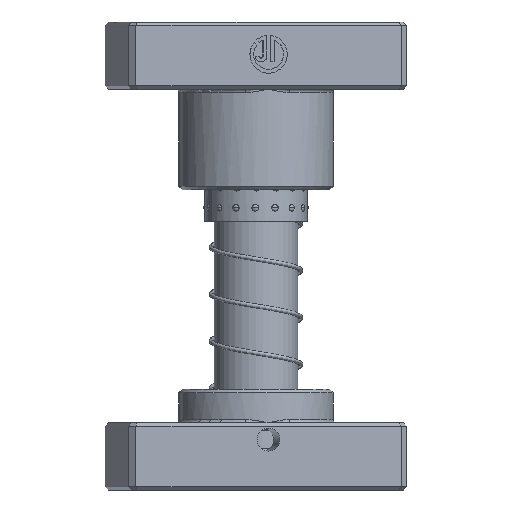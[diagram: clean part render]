
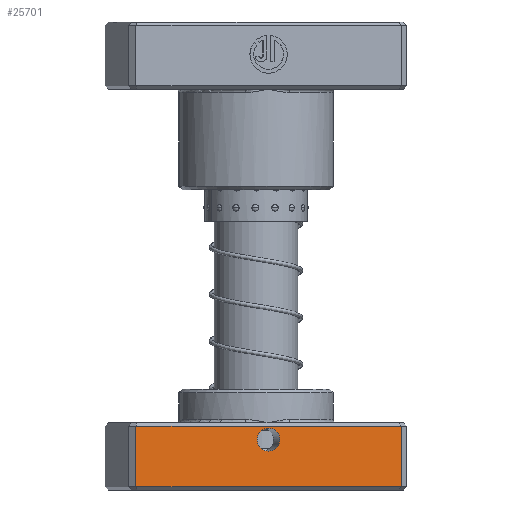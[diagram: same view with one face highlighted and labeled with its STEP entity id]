
A CAD part, front view. The second image highlights one B-rep face of the part: STEP entity #25701.
In plain terms, the highlighted face is planar.
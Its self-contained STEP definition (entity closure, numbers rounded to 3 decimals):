
#626 = LINE ( 'NONE', #11555, #23374 ) ;
#1452 = FACE_OUTER_BOUND ( 'NONE', #17745, .T. ) ;
#2764 = CARTESIAN_POINT ( 'NONE',  ( 0., -24., 11.6 ) ) ;
#6421 = VECTOR ( 'NONE', #22519, 1000. ) ;
#6442 = EDGE_CURVE ( 'NONE', #14307, #23079, #626, .T. ) ;
#8644 = VERTEX_POINT ( 'NONE', #28090 ) ;
#9079 = LINE ( 'NONE', #18594, #32733 ) ;
#9195 = ORIENTED_EDGE ( 'NONE', *, *, #26843, .F. ) ;
#10562 = VERTEX_POINT ( 'NONE', #17456 ) ;
#10677 = CARTESIAN_POINT ( 'NONE',  ( 40., -24., 19. ) ) ;
#11244 = ORIENTED_EDGE ( 'NONE', *, *, #38073, .T. ) ;
#11286 = EDGE_CURVE ( 'NONE', #8644, #25774, #13388, .T. ) ;
#11555 = CARTESIAN_POINT ( 'NONE',  ( -40., -24., 19. ) ) ;
#11721 = DIRECTION ( 'NONE',  ( 0., -1., 0. ) ) ;
#12943 = CARTESIAN_POINT ( 'NONE',  ( -40., -24., 1. ) ) ;
#13388 = LINE ( 'NONE', #12943, #37026 ) ;
#13670 = LINE ( 'NONE', #25599, #6421 ) ;
#13710 = ORIENTED_EDGE ( 'NONE', *, *, #6442, .T. ) ;
#13900 = AXIS2_PLACEMENT_3D ( 'NONE', #30205, #11721, #33305 ) ;
#14012 = PLANE ( 'NONE',  #23661 ) ;
#14307 = VERTEX_POINT ( 'NONE', #10677 ) ;
#16502 = EDGE_CURVE ( 'NONE', #10562, #34347, #30256, .T. ) ;
#16671 = CARTESIAN_POINT ( 'NONE',  ( 0., -24., 15. ) ) ;
#16733 = ORIENTED_EDGE ( 'NONE', *, *, #11286, .T. ) ;
#17091 = CARTESIAN_POINT ( 'NONE',  ( -40., -24., 20. ) ) ;
#17456 = CARTESIAN_POINT ( 'NONE',  ( 0., -24., 18.4 ) ) ;
#17745 = EDGE_LOOP ( 'NONE', ( #11244, #16733, #9195, #13710 ) ) ;
#18338 = ORIENTED_EDGE ( 'NONE', *, *, #16502, .F. ) ;
#18594 = CARTESIAN_POINT ( 'NONE',  ( 40., -24., 20. ) ) ;
#18801 = EDGE_CURVE ( 'NONE', #34347, #10562, #21286, .T. ) ;
#19765 = DIRECTION ( 'NONE',  ( 0., 0., -1. ) ) ;
#20189 = DIRECTION ( 'NONE',  ( 0., 0., 1. ) ) ;
#21286 = CIRCLE ( 'NONE', #13900, 3.4 ) ;
#22519 = DIRECTION ( 'NONE',  ( 0., 0., -1. ) ) ;
#23079 = VERTEX_POINT ( 'NONE', #25453 ) ;
#23374 = VECTOR ( 'NONE', #39589, 1000. ) ;
#23661 = AXIS2_PLACEMENT_3D ( 'NONE', #17091, #38657, #20189 ) ;
#25377 = ORIENTED_EDGE ( 'NONE', *, *, #18801, .F. ) ;
#25453 = CARTESIAN_POINT ( 'NONE',  ( -40., -24., 19. ) ) ;
#25588 = EDGE_LOOP ( 'NONE', ( #25377, #18338 ) ) ;
#25599 = CARTESIAN_POINT ( 'NONE',  ( -40., -24., 20. ) ) ;
#25701 = ADVANCED_FACE ( 'NONE', ( #33356, #1452 ), #14012, .F. ) ;
#25774 = VERTEX_POINT ( 'NONE', #35587 ) ;
#26843 = EDGE_CURVE ( 'NONE', #14307, #25774, #9079, .T. ) ;
#28090 = CARTESIAN_POINT ( 'NONE',  ( -40., -24., 1. ) ) ;
#30205 = CARTESIAN_POINT ( 'NONE',  ( 0., -24., 15. ) ) ;
#30256 = CIRCLE ( 'NONE', #33924, 3.4 ) ;
#32733 = VECTOR ( 'NONE', #34104, 1000. ) ;
#33305 = DIRECTION ( 'NONE',  ( 0., 0., -1. ) ) ;
#33356 = FACE_BOUND ( 'NONE', #25588, .T. ) ;
#33924 = AXIS2_PLACEMENT_3D ( 'NONE', #16671, #38230, #19765 ) ;
#34104 = DIRECTION ( 'NONE',  ( 0., 0., -1. ) ) ;
#34347 = VERTEX_POINT ( 'NONE', #2764 ) ;
#34544 = DIRECTION ( 'NONE',  ( 1., 0., 0. ) ) ;
#35587 = CARTESIAN_POINT ( 'NONE',  ( 40., -24., 1. ) ) ;
#37026 = VECTOR ( 'NONE', #34544, 1000. ) ;
#38073 = EDGE_CURVE ( 'NONE', #23079, #8644, #13670, .T. ) ;
#38230 = DIRECTION ( 'NONE',  ( 0., -1., 0. ) ) ;
#38657 = DIRECTION ( 'NONE',  ( 0., 1., 0. ) ) ;
#39589 = DIRECTION ( 'NONE',  ( -1., 0., 0. ) ) ;
